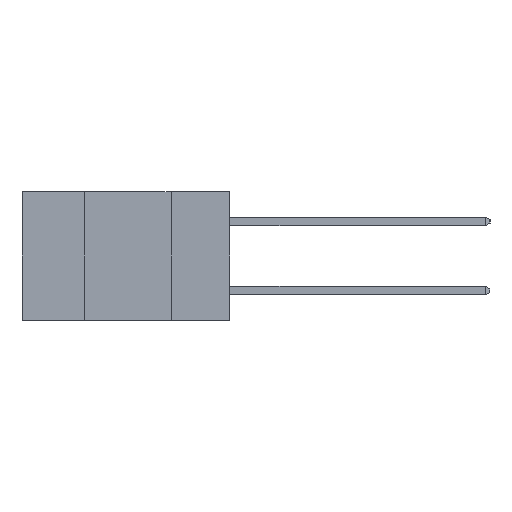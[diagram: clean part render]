
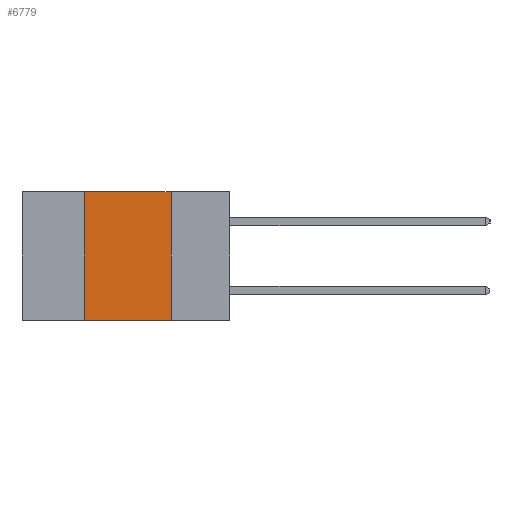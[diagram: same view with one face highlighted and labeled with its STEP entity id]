
A CAD part, left-side view. The second image highlights one B-rep face of the part: STEP entity #6779.
In plain terms, the highlighted planar face has unit normal (-1, 0, 0).
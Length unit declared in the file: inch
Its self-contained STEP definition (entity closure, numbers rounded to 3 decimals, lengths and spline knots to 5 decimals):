
#25 = VERTEX_POINT ( 'NONE', #11072 ) ;
#84 = EDGE_CURVE ( 'NONE', #25, #8238, #9870, .T. ) ;
#102 = CARTESIAN_POINT ( 'NONE',  ( 0., 0.17, 0. ) ) ;
#1290 = CARTESIAN_POINT ( 'NONE',  ( 0., 0.42, -0.37 ) ) ;
#1407 = DIRECTION ( 'NONE',  ( 0., 0., 1. ) ) ;
#2242 = CARTESIAN_POINT ( 'NONE',  ( 0., 0.6, -0.37 ) ) ;
#2710 = CARTESIAN_POINT ( 'NONE',  ( 0., 0.17, -0.37 ) ) ;
#2792 = CARTESIAN_POINT ( 'NONE',  ( 0., 0.6, 0. ) ) ;
#3076 = VECTOR ( 'NONE', #1407, 39.37008 ) ;
#3317 = CARTESIAN_POINT ( 'NONE',  ( 0., 0.42, 0. ) ) ;
#3618 = LINE ( 'NONE', #2242, #5772 ) ;
#3968 = VECTOR ( 'NONE', #11697, 39.37008 ) ;
#3983 = ORIENTED_EDGE ( 'NONE', *, *, #5010, .T. ) ;
#4002 = DIRECTION ( 'NONE',  ( 0., 0., -1. ) ) ;
#4005 = PLANE ( 'NONE',  #9056 ) ;
#4063 = DIRECTION ( 'NONE',  ( 1., 0., 0. ) ) ;
#4456 = VERTEX_POINT ( 'NONE', #2710 ) ;
#4865 = ORIENTED_EDGE ( 'NONE', *, *, #5617, .F. ) ;
#5010 = EDGE_CURVE ( 'NONE', #5087, #4456, #3618, .T. ) ;
#5087 = VERTEX_POINT ( 'NONE', #1290 ) ;
#5472 = DIRECTION ( 'NONE',  ( 0., -1., 0. ) ) ;
#5617 = EDGE_CURVE ( 'NONE', #8238, #4456, #7536, .T. ) ;
#5710 = FACE_OUTER_BOUND ( 'NONE', #10674, .T. ) ;
#5772 = VECTOR ( 'NONE', #5472, 39.37008 ) ;
#6347 = ORIENTED_EDGE ( 'NONE', *, *, #6573, .F. ) ;
#6573 = EDGE_CURVE ( 'NONE', #5087, #25, #12111, .T. ) ;
#6779 = ADVANCED_FACE ( 'NONE', ( #5710 ), #4005, .F. ) ;
#6864 = VECTOR ( 'NONE', #9169, 39.37008 ) ;
#7342 = CARTESIAN_POINT ( 'NONE',  ( 0., 0.17, 0. ) ) ;
#7536 = LINE ( 'NONE', #102, #6864 ) ;
#8238 = VERTEX_POINT ( 'NONE', #7342 ) ;
#9056 = AXIS2_PLACEMENT_3D ( 'NONE', #2792, #4063, #4002 ) ;
#9169 = DIRECTION ( 'NONE',  ( 0., 0., -1. ) ) ;
#9870 = LINE ( 'NONE', #11691, #3968 ) ;
#10674 = EDGE_LOOP ( 'NONE', ( #4865, #12143, #6347, #3983 ) ) ;
#11072 = CARTESIAN_POINT ( 'NONE',  ( 0., 0.42, 0. ) ) ;
#11691 = CARTESIAN_POINT ( 'NONE',  ( 0., 0.6, 0. ) ) ;
#11697 = DIRECTION ( 'NONE',  ( 0., -1., 0. ) ) ;
#12111 = LINE ( 'NONE', #3317, #3076 ) ;
#12143 = ORIENTED_EDGE ( 'NONE', *, *, #84, .F. ) ;
